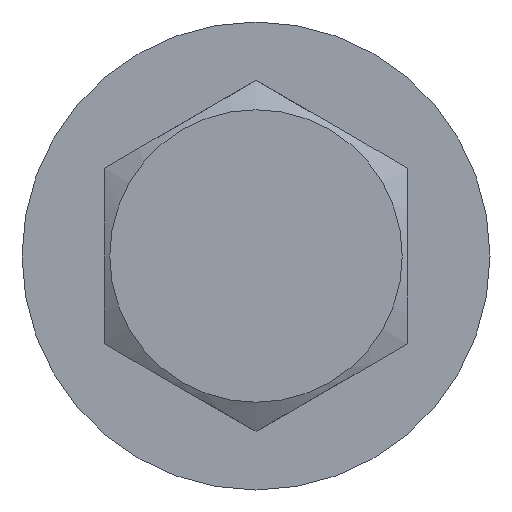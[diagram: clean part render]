
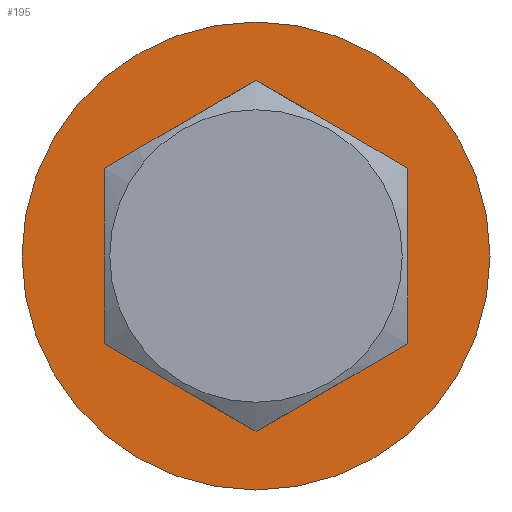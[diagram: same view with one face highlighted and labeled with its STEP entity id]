
A CAD part, left-side view. The second image highlights one B-rep face of the part: STEP entity #195.
In plain terms, the highlighted planar face has unit normal (-1, 0, 0).
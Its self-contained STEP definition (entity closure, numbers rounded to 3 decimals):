
#25=FACE_BOUND('',#70,.T.);
#31=LINE('',#297,#43);
#32=LINE('',#299,#44);
#33=LINE('',#301,#45);
#34=LINE('',#303,#46);
#35=LINE('',#305,#47);
#36=LINE('',#306,#48);
#43=VECTOR('',#243,10.);
#44=VECTOR('',#244,10.);
#45=VECTOR('',#245,10.);
#46=VECTOR('',#246,10.);
#47=VECTOR('',#247,10.);
#48=VECTOR('',#248,10.);
#55=FACE_OUTER_BOUND('',#69,.T.);
#69=EDGE_LOOP('',(#137));
#70=EDGE_LOOP('',(#138,#139,#140,#141,#142,#143));
#89=CIRCLE('',#218,4.);
#95=VERTEX_POINT('',#293);
#96=VERTEX_POINT('',#295);
#97=VERTEX_POINT('',#296);
#98=VERTEX_POINT('',#298);
#99=VERTEX_POINT('',#300);
#100=VERTEX_POINT('',#302);
#101=VERTEX_POINT('',#304);
#113=EDGE_CURVE('',#95,#95,#89,.T.);
#114=EDGE_CURVE('',#96,#97,#31,.T.);
#115=EDGE_CURVE('',#97,#98,#32,.T.);
#116=EDGE_CURVE('',#98,#99,#33,.T.);
#117=EDGE_CURVE('',#99,#100,#34,.T.);
#118=EDGE_CURVE('',#100,#101,#35,.T.);
#119=EDGE_CURVE('',#101,#96,#36,.T.);
#137=ORIENTED_EDGE('',*,*,#113,.T.);
#138=ORIENTED_EDGE('',*,*,#114,.T.);
#139=ORIENTED_EDGE('',*,*,#115,.T.);
#140=ORIENTED_EDGE('',*,*,#116,.T.);
#141=ORIENTED_EDGE('',*,*,#117,.T.);
#142=ORIENTED_EDGE('',*,*,#118,.T.);
#143=ORIENTED_EDGE('',*,*,#119,.T.);
#185=PLANE('',#217);
#195=ADVANCED_FACE('',(#55,#25),#185,.T.);
#217=AXIS2_PLACEMENT_3D('',#292,#239,#240);
#218=AXIS2_PLACEMENT_3D('',#294,#241,#242);
#239=DIRECTION('center_axis',(-1.,0.,0.));
#240=DIRECTION('ref_axis',(0.,0.,1.));
#241=DIRECTION('center_axis',(-1.,0.,0.));
#242=DIRECTION('ref_axis',(0.,0.,1.));
#243=DIRECTION('',(0.,0.866,-0.5));
#244=DIRECTION('',(0.,0.866,0.5));
#245=DIRECTION('',(0.,0.,1.));
#246=DIRECTION('',(0.,-0.866,0.5));
#247=DIRECTION('',(0.,-0.866,-0.5));
#248=DIRECTION('',(0.,0.,-1.));
#292=CARTESIAN_POINT('Origin',(2.25,0.,0.));
#293=CARTESIAN_POINT('',(2.25,0.,-4.));
#294=CARTESIAN_POINT('Origin',(2.25,0.,0.));
#295=CARTESIAN_POINT('',(2.25,-2.598,-1.5));
#296=CARTESIAN_POINT('',(2.25,0.,-3.));
#297=CARTESIAN_POINT('',(2.25,0.194,-3.112));
#298=CARTESIAN_POINT('',(2.25,2.598,-1.5));
#299=CARTESIAN_POINT('',(2.25,2.792,-1.388));
#300=CARTESIAN_POINT('',(2.25,2.598,1.5));
#301=CARTESIAN_POINT('',(2.25,2.598,0.75));
#302=CARTESIAN_POINT('',(2.25,0.,3.));
#303=CARTESIAN_POINT('',(2.25,1.493,2.138));
#304=CARTESIAN_POINT('',(2.25,-2.598,1.5));
#305=CARTESIAN_POINT('',(2.25,-1.105,2.362));
#306=CARTESIAN_POINT('',(2.25,-2.598,-0.75));
